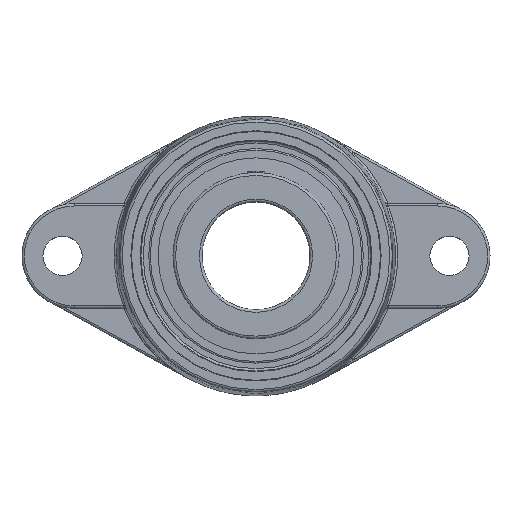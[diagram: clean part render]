
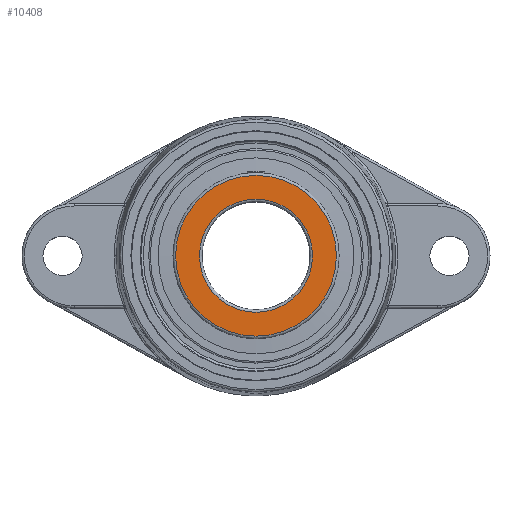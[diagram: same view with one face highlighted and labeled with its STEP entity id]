
A CAD part, top view. The second image highlights one B-rep face of the part: STEP entity #10408.
In plain terms, the highlighted face is planar.
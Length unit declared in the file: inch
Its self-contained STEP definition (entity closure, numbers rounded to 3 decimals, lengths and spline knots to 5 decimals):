
#10359=CARTESIAN_POINT('',(-0.85187,0.,0.));
#10360=VERTEX_POINT('',#10359);
#10370=CARTESIAN_POINT('',(0.,0.,0.));
#10371=DIRECTION('',(0.,0.,-1.));
#10372=DIRECTION('',(1.,0.,0.));
#10373=AXIS2_PLACEMENT_3D('',#10370,#10371,#10372);
#10374=CIRCLE('',#10373,0.85187);
#10375=EDGE_CURVE('',#10360,#10360,#10374,.T.);
#10380=CARTESIAN_POINT('',(0.,0.,0.));
#10381=DIRECTION('',(0.,0.,1.));
#10382=DIRECTION('',(1.,0.,0.));
#10383=AXIS2_PLACEMENT_3D('',#10380,#10381,#10382);
#10384=PLANE('',#10383);
#10385=CARTESIAN_POINT('',(-1.21063,0.,0.));
#10386=VERTEX_POINT('',#10385);
#10387=CARTESIAN_POINT('',(1.21063,0.,0.));
#10388=VERTEX_POINT('',#10387);
#10389=CARTESIAN_POINT('',(0.,0.,0.));
#10390=DIRECTION('',(0.,0.,1.));
#10391=DIRECTION('',(-1.,0.,0.));
#10392=AXIS2_PLACEMENT_3D('',#10389,#10390,#10391);
#10393=CIRCLE('',#10392,1.21063);
#10394=EDGE_CURVE('',#10386,#10388,#10393,.T.);
#10395=ORIENTED_EDGE('',*,*,#10394,.F.);
#10396=CARTESIAN_POINT('',(0.,0.,0.));
#10397=DIRECTION('',(0.,0.,1.));
#10398=DIRECTION('',(-1.,0.,0.));
#10399=AXIS2_PLACEMENT_3D('',#10396,#10397,#10398);
#10400=CIRCLE('',#10399,1.21063);
#10401=EDGE_CURVE('',#10388,#10386,#10400,.T.);
#10402=ORIENTED_EDGE('',*,*,#10401,.F.);
#10403=EDGE_LOOP('',(#10395,#10402));
#10404=FACE_BOUND('',#10403,.T.);
#10405=ORIENTED_EDGE('',*,*,#10375,.F.);
#10406=EDGE_LOOP('',(#10405));
#10407=FACE_BOUND('',#10406,.T.);
#10408=ADVANCED_FACE('',(#10404,#10407),#10384,.F.);
